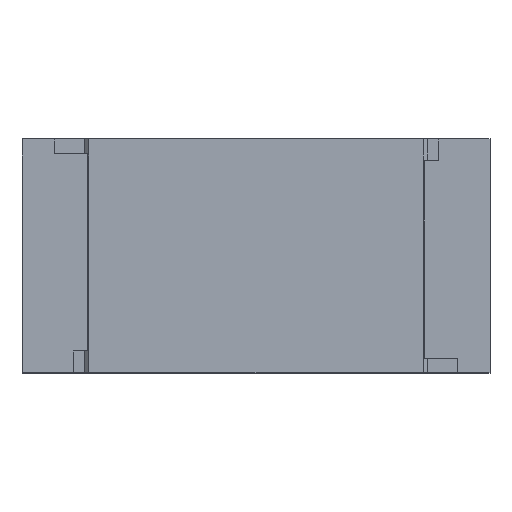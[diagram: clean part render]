
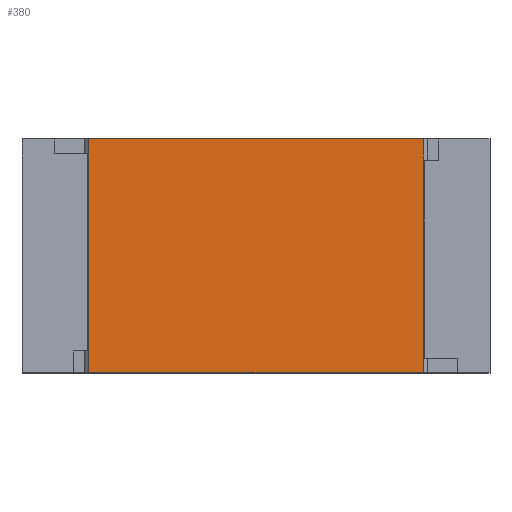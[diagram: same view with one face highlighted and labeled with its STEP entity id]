
A CAD part, top view. The second image highlights one B-rep face of the part: STEP entity #380.
In plain terms, the highlighted planar face has unit normal (0, 0, 1).
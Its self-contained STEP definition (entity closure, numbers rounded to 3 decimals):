
#274 = VERTEX_POINT('',#275);
#275 = CARTESIAN_POINT('',(-1.142,-0.8,0.52));
#281 = EDGE_CURVE('',#282,#274,#284,.T.);
#282 = VERTEX_POINT('',#283);
#283 = CARTESIAN_POINT('',(1.142,-0.8,0.52));
#284 = LINE('',#285,#286);
#285 = CARTESIAN_POINT('',(1.172,-0.8,0.52));
#286 = VECTOR('',#287,1.);
#287 = DIRECTION('',(-1.,0.,0.));
#306 = VERTEX_POINT('',#307);
#307 = CARTESIAN_POINT('',(1.142,0.8,0.52));
#313 = EDGE_CURVE('',#282,#306,#314,.T.);
#314 = LINE('',#315,#316);
#315 = CARTESIAN_POINT('',(1.142,-0.8,0.52));
#316 = VECTOR('',#317,1.);
#317 = DIRECTION('',(0.,1.,0.));
#362 = VERTEX_POINT('',#363);
#363 = CARTESIAN_POINT('',(-1.142,0.8,0.52));
#369 = EDGE_CURVE('',#306,#362,#370,.T.);
#370 = LINE('',#371,#372);
#371 = CARTESIAN_POINT('',(1.172,0.8,0.52));
#372 = VECTOR('',#373,1.);
#373 = DIRECTION('',(-1.,0.,0.));
#380 = ADVANCED_FACE('',(#381),#392,.T.);
#381 = FACE_BOUND('',#382,.T.);
#382 = EDGE_LOOP('',(#383,#384,#385,#386));
#383 = ORIENTED_EDGE('',*,*,#281,.F.);
#384 = ORIENTED_EDGE('',*,*,#313,.T.);
#385 = ORIENTED_EDGE('',*,*,#369,.T.);
#386 = ORIENTED_EDGE('',*,*,#387,.F.);
#387 = EDGE_CURVE('',#274,#362,#388,.T.);
#388 = LINE('',#389,#390);
#389 = CARTESIAN_POINT('',(-1.142,-0.8,0.52));
#390 = VECTOR('',#391,1.);
#391 = DIRECTION('',(0.,1.,0.));
#392 = PLANE('',#393);
#393 = AXIS2_PLACEMENT_3D('',#394,#395,#396);
#394 = CARTESIAN_POINT('',(1.172,-0.8,0.52));
#395 = DIRECTION('',(0.,0.,1.));
#396 = DIRECTION('',(-1.,0.,0.));
